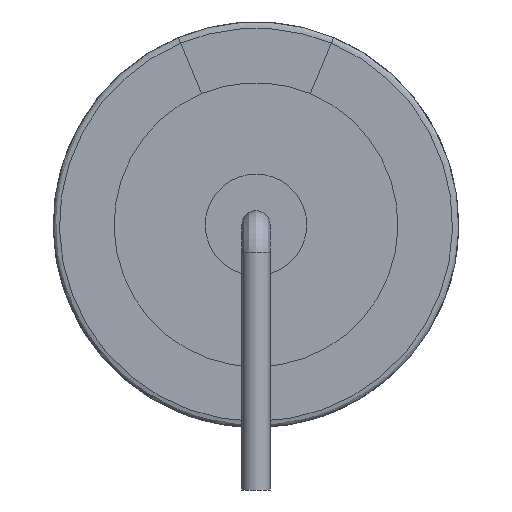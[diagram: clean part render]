
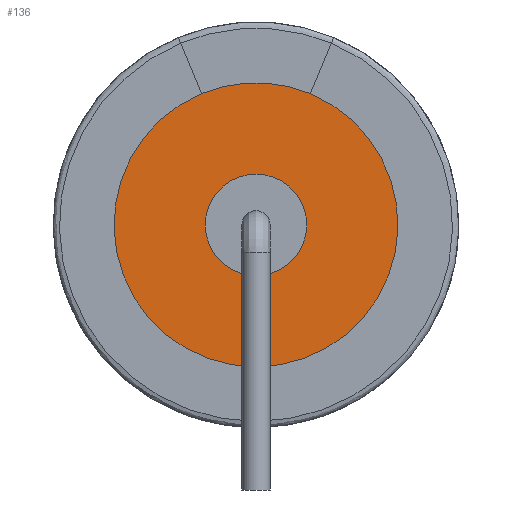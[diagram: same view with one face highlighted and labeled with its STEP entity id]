
A CAD part, left-side view. The second image highlights one B-rep face of the part: STEP entity #136.
In plain terms, the highlighted planar face has unit normal (-1, 0, 0).
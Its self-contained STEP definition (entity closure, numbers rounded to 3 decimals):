
#108=DIRECTION('',(1.,-0.,0.));
#109=DIRECTION('',(0.,0.,-1.));
#120=ORIENTED_EDGE('',*,*,#121,.F.);
#121=EDGE_CURVE('',#122,#122,#124,.T.);
#122=VERTEX_POINT('',#123);
#123=CARTESIAN_POINT('',(-18.3,0.,4.875));
#124=CIRCLE('',#125,1.625);
#125=AXIS2_PLACEMENT_3D('',#126,#108,#109);
#126=CARTESIAN_POINT('',(-18.3,0.,6.5));
#136=ADVANCED_FACE('',(#137,#152),#154,.F.);
#137=FACE_BOUND('',#138,.F.);
#138=EDGE_LOOP('',(#139,#146,#150));
#139=ORIENTED_EDGE('',*,*,#140,.T.);
#140=EDGE_CURVE('',#141,#143,#145,.T.);
#141=VERTEX_POINT('',#142);
#142=CARTESIAN_POINT('',(-18.3,0.,1.95));
#143=VERTEX_POINT('',#144);
#144=CARTESIAN_POINT('',(-18.3,1.741,10.704));
#145=CIRCLE('',#125,4.55);
#146=ORIENTED_EDGE('',*,*,#147,.T.);
#147=EDGE_CURVE('',#143,#148,#145,.T.);
#148=VERTEX_POINT('',#149);
#149=CARTESIAN_POINT('',(-18.3,-1.741,10.704));
#150=ORIENTED_EDGE('',*,*,#151,.T.);
#151=EDGE_CURVE('',#148,#141,#145,.T.);
#152=FACE_BOUND('',#153,.F.);
#153=EDGE_LOOP('',(#120));
#154=PLANE('',#155);
#155=AXIS2_PLACEMENT_3D('',#156,#157,#109);
#156=CARTESIAN_POINT('',(-18.3,0.,6.5));
#157=DIRECTION('',(1.,0.,0.));
